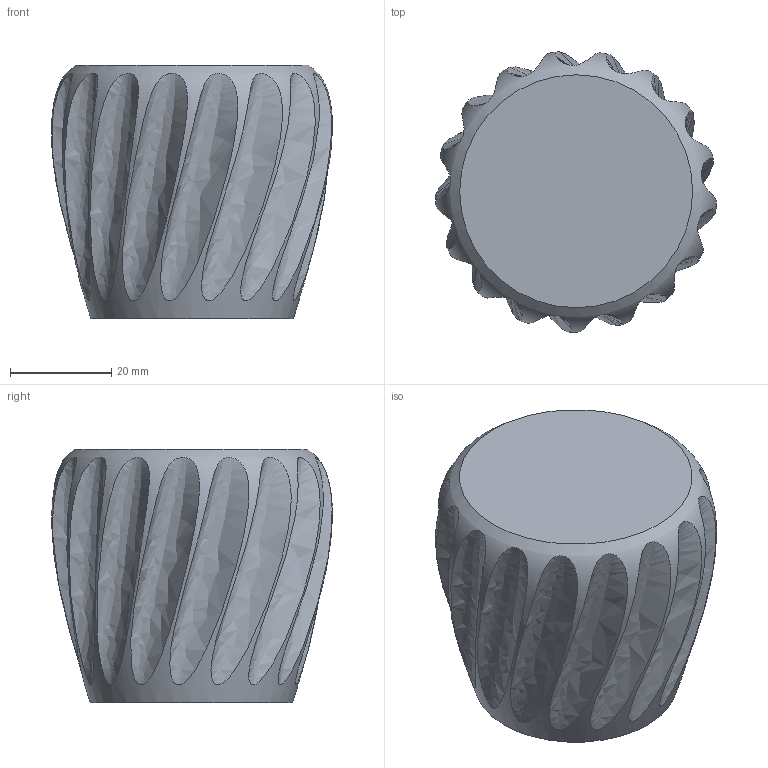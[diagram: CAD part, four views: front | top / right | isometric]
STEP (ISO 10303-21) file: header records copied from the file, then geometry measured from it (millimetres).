
FILE_DESCRIPTION(('FreeCAD Model'),'2;1');
FILE_NAME('Open CASCADE Shape Model','2025-02-15T18:41:20',(''),(''), 'Open CASCADE STEP processor 7.8','FreeCAD','Unknown');
FILE_SCHEMA(('AUTOMOTIVE_DESIGN { 1 0 10303 214 1 1 1 1 }'));
Length unit declared in the file: millimetre
Products named in the file (1): Body
Bounding box: 55.49 x 55.41 x 50 mm (x, y, z)
Volume: 85634.9 mm3; surface area: 13053 mm2
Topology: 1 solids, 1 shells, 20 faces, 24 edges, 21 vertices
Faces by surface type: extrusion 17, plane 2, revolution 1
Entity records: 16362 total; most frequent: CARTESIAN_POINT 15799, DIRECTION 72, B_SPLINE_CURVE_WITH_KNOTS 61, ORIENTED_EDGE 48, PCURVE 48, DEFINITIONAL_REPRESENTATION 48, FACE_BOUND 35, EDGE_LOOP 35
